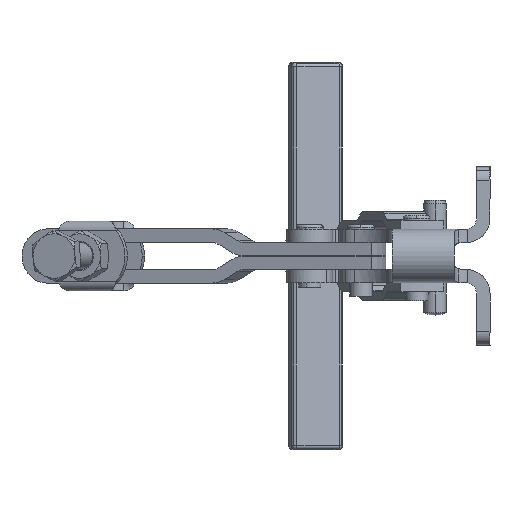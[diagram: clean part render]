
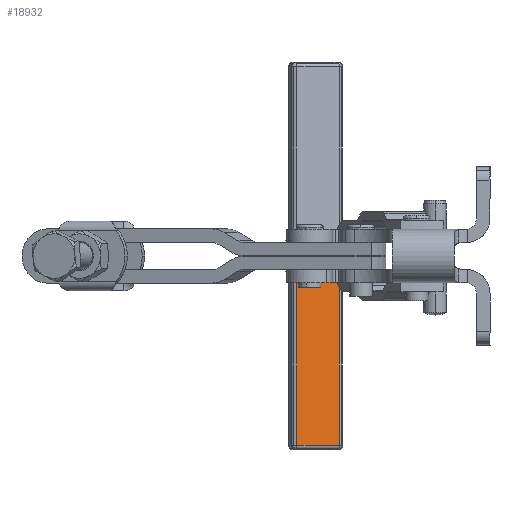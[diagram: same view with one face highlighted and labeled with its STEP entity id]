
A CAD part, left-side view. The second image highlights one B-rep face of the part: STEP entity #18932.
In plain terms, the highlighted planar face has unit normal (-0.954, -0.301, 0).
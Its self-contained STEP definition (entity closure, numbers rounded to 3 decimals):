
#101=CARTESIAN_POINT('',(50.521,37.32,-45.5));
#102=VERTEX_POINT('',#101);
#110=CARTESIAN_POINT('',(50.521,37.32,-7.));
#111=VERTEX_POINT('',#110);
#112=CARTESIAN_POINT('',(50.521,37.32,-45.5));
#113=DIRECTION('',(0.0,0.0,1.0));
#114=VECTOR('',#113,38.5);
#115=LINE('',#112,#114);
#116=EDGE_CURVE('',#102,#111,#115,.T.);
#223=CARTESIAN_POINT('',(53.528,27.783,-7.));
#224=VERTEX_POINT('',#223);
#232=CARTESIAN_POINT('',(53.528,27.783,-45.5));
#233=VERTEX_POINT('',#232);
#234=CARTESIAN_POINT('',(53.528,27.783,-7.));
#235=DIRECTION('',(0.0,0.0,-1.0));
#236=VECTOR('',#235,38.5);
#237=LINE('',#234,#236);
#238=EDGE_CURVE('',#224,#233,#237,.T.);
#272=CARTESIAN_POINT('',(53.528,27.783,-45.5));
#273=DIRECTION('',(-0.301,0.954,0.0));
#274=VECTOR('',#273,10.);
#275=LINE('',#272,#274);
#276=EDGE_CURVE('',#233,#102,#275,.T.);
#18916=CARTESIAN_POINT('',(53.829,26.829,-55.805));
#18917=DIRECTION('',(0.954,0.301,0.));
#18918=DIRECTION('',(0.0,0.0,-1.0));
#18919=AXIS2_PLACEMENT_3D('',#18916,#18917,#18918);
#18920=PLANE('',#18919);
#18921=ORIENTED_EDGE('',*,*,#238,.F.);
#18922=CARTESIAN_POINT('',(50.521,37.32,-7.));
#18923=DIRECTION('',(0.301,-0.954,0.0));
#18924=VECTOR('',#18923,10.);
#18925=LINE('',#18922,#18924);
#18926=EDGE_CURVE('',#111,#224,#18925,.T.);
#18927=ORIENTED_EDGE('',*,*,#18926,.F.);
#18928=ORIENTED_EDGE('',*,*,#116,.F.);
#18929=ORIENTED_EDGE('',*,*,#276,.F.);
#18930=EDGE_LOOP('',(#18921,#18927,#18928,#18929));
#18931=FACE_OUTER_BOUND('',#18930,.T.);
#18932=ADVANCED_FACE('',(#18931),#18920,.F.);
